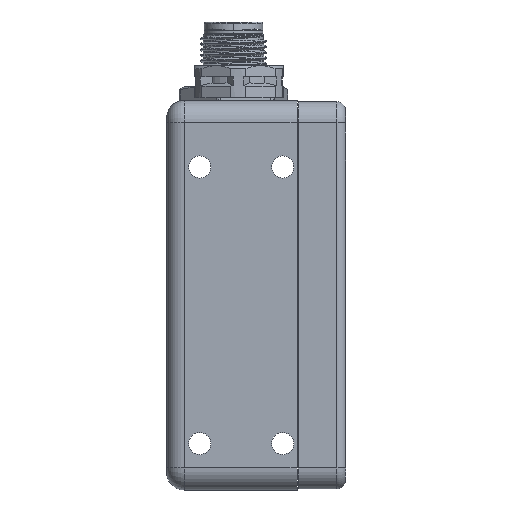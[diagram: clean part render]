
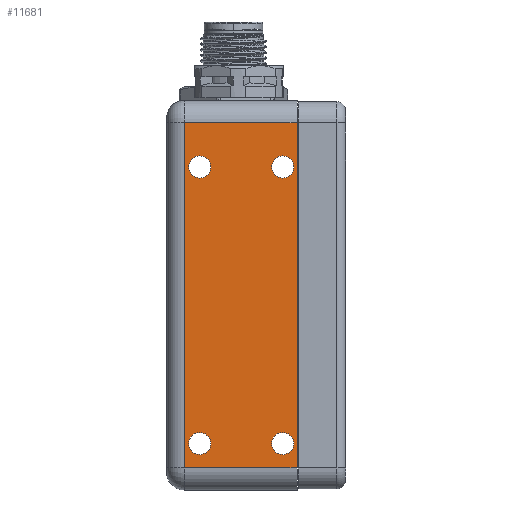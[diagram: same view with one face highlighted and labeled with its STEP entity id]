
A CAD part, left-side view. The second image highlights one B-rep face of the part: STEP entity #11681.
In plain terms, the highlighted planar face has unit normal (-1, 0, 0).
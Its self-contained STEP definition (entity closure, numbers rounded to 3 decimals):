
#32 = CARTESIAN_POINT ( 'NONE',  ( -30.7, -3.2, 49.2 ) ) ;
#437 = DIRECTION ( 'NONE',  ( 0., 0., -1. ) ) ;
#677 = LINE ( 'NONE', #21678, #25141 ) ;
#885 = CARTESIAN_POINT ( 'NONE',  ( -30.7, -24.6, 53.2 ) ) ;
#1650 = EDGE_LOOP ( 'NONE', ( #6574, #29042 ) ) ;
#1833 = EDGE_CURVE ( 'NONE', #6186, #6024, #19806, .T. ) ;
#2211 = DIRECTION ( 'NONE',  ( 0., 0., -1. ) ) ;
#2451 = CARTESIAN_POINT ( 'NONE',  ( -30.7, -3.2, -13.2 ) ) ;
#2530 = VECTOR ( 'NONE', #15025, 1000. ) ;
#3167 = CARTESIAN_POINT ( 'NONE',  ( -30.7, -6., -8.8 ) ) ;
#3254 = DIRECTION ( 'NONE',  ( 0., 0., -1. ) ) ;
#3278 = DIRECTION ( 'NONE',  ( 0., 0., 1. ) ) ;
#3495 = CIRCLE ( 'NONE', #4365, 2. ) ;
#3715 = ORIENTED_EDGE ( 'NONE', *, *, #7617, .F. ) ;
#4365 = AXIS2_PLACEMENT_3D ( 'NONE', #30602, #16379, #2211 ) ;
#4875 = FACE_BOUND ( 'NONE', #26565, .T. ) ;
#5547 = DIRECTION ( 'NONE',  ( 0., 0., -1. ) ) ;
#5775 = VERTEX_POINT ( 'NONE', #22151 ) ;
#6024 = VERTEX_POINT ( 'NONE', #13736 ) ;
#6186 = VERTEX_POINT ( 'NONE', #7329 ) ;
#6574 = ORIENTED_EDGE ( 'NONE', *, *, #14207, .F. ) ;
#6894 = CIRCLE ( 'NONE', #11933, 2. ) ;
#7183 = VERTEX_POINT ( 'NONE', #22879 ) ;
#7329 = CARTESIAN_POINT ( 'NONE',  ( -30.7, -21., -10.8 ) ) ;
#7516 = DIRECTION ( 'NONE',  ( 0., 0., -1. ) ) ;
#7617 = EDGE_CURVE ( 'NONE', #9325, #14501, #6894, .T. ) ;
#7840 = FACE_BOUND ( 'NONE', #25838, .T. ) ;
#7970 = EDGE_CURVE ( 'NONE', #7183, #5775, #23924, .T. ) ;
#8753 = CARTESIAN_POINT ( 'NONE',  ( -30.7, -21., 41.2 ) ) ;
#8922 = CIRCLE ( 'NONE', #29948, 2. ) ;
#9117 = CIRCLE ( 'NONE', #17523, 2. ) ;
#9132 = CARTESIAN_POINT ( 'NONE',  ( -30.7, -23.6, -13.2 ) ) ;
#9325 = VERTEX_POINT ( 'NONE', #11655 ) ;
#9400 = VERTEX_POINT ( 'NONE', #2451 ) ;
#9563 = LINE ( 'NONE', #22069, #2530 ) ;
#9709 = AXIS2_PLACEMENT_3D ( 'NONE', #25809, #11633, #28213 ) ;
#10959 = CARTESIAN_POINT ( 'NONE',  ( -30.7, -6., 41.2 ) ) ;
#11140 = DIRECTION ( 'NONE',  ( 0., 0., -1. ) ) ;
#11510 = DIRECTION ( 'NONE',  ( -1., 0., 0. ) ) ;
#11633 = DIRECTION ( 'NONE',  ( -1., 0., 0. ) ) ;
#11655 = CARTESIAN_POINT ( 'NONE',  ( -30.7, -6., -6.8 ) ) ;
#11681 = ADVANCED_FACE ( 'NONE', ( #7840, #4875, #11895, #17453, #29333 ), #22103, .F. ) ;
#11845 = EDGE_CURVE ( 'NONE', #6024, #6186, #12613, .T. ) ;
#11895 = FACE_BOUND ( 'NONE', #1650, .T. ) ;
#11933 = AXIS2_PLACEMENT_3D ( 'NONE', #3167, #19723, #5547 ) ;
#11997 = EDGE_CURVE ( 'NONE', #17245, #9400, #20764, .T. ) ;
#12040 = CARTESIAN_POINT ( 'NONE',  ( -30.7, -6., 41.2 ) ) ;
#12613 = CIRCLE ( 'NONE', #9709, 2. ) ;
#12952 = ORIENTED_EDGE ( 'NONE', *, *, #30594, .F. ) ;
#13102 = ORIENTED_EDGE ( 'NONE', *, *, #11997, .T. ) ;
#13313 = DIRECTION ( 'NONE',  ( 0., 0., -1. ) ) ;
#13476 = AXIS2_PLACEMENT_3D ( 'NONE', #885, #17439, #3278 ) ;
#13736 = CARTESIAN_POINT ( 'NONE',  ( -30.7, -21., -6.8 ) ) ;
#13925 = AXIS2_PLACEMENT_3D ( 'NONE', #12040, #28634, #14397 ) ;
#14207 = EDGE_CURVE ( 'NONE', #19663, #14209, #9117, .T. ) ;
#14209 = VERTEX_POINT ( 'NONE', #22937 ) ;
#14397 = DIRECTION ( 'NONE',  ( 0., 0., -1. ) ) ;
#14426 = VECTOR ( 'NONE', #3254, 1000. ) ;
#14501 = VERTEX_POINT ( 'NONE', #15203 ) ;
#14607 = DIRECTION ( 'NONE',  ( -1., 0., 0. ) ) ;
#15025 = DIRECTION ( 'NONE',  ( 0., 1., 0. ) ) ;
#15036 = CARTESIAN_POINT ( 'NONE',  ( -30.7, -3.2, 53.2 ) ) ;
#15073 = CARTESIAN_POINT ( 'NONE',  ( -30.7, -24.6, -13.2 ) ) ;
#15203 = CARTESIAN_POINT ( 'NONE',  ( -30.7, -6., -10.8 ) ) ;
#16379 = DIRECTION ( 'NONE',  ( -1., 0., 0. ) ) ;
#16713 = AXIS2_PLACEMENT_3D ( 'NONE', #28833, #14607, #437 ) ;
#17245 = VERTEX_POINT ( 'NONE', #32 ) ;
#17439 = DIRECTION ( 'NONE',  ( 1., 0., 0. ) ) ;
#17453 = FACE_BOUND ( 'NONE', #29916, .T. ) ;
#17459 = ORIENTED_EDGE ( 'NONE', *, *, #11845, .F. ) ;
#17461 = DIRECTION ( 'NONE',  ( 0., -1., 0. ) ) ;
#17523 = AXIS2_PLACEMENT_3D ( 'NONE', #8753, #25314, #11140 ) ;
#18049 = VECTOR ( 'NONE', #17461, 1000. ) ;
#18565 = ORIENTED_EDGE ( 'NONE', *, *, #30684, .T. ) ;
#18753 = ORIENTED_EDGE ( 'NONE', *, *, #24033, .T. ) ;
#19618 = EDGE_LOOP ( 'NONE', ( #12952, #18565, #13102, #18753 ) ) ;
#19663 = VERTEX_POINT ( 'NONE', #24270 ) ;
#19723 = DIRECTION ( 'NONE',  ( -1., 0., 0. ) ) ;
#19806 = CIRCLE ( 'NONE', #16713, 2. ) ;
#19894 = CIRCLE ( 'NONE', #24318, 2. ) ;
#20764 = LINE ( 'NONE', #15036, #14426 ) ;
#21678 = CARTESIAN_POINT ( 'NONE',  ( -30.7, -23.6, 49.2 ) ) ;
#22069 = CARTESIAN_POINT ( 'NONE',  ( -30.7, -24.6, 49.2 ) ) ;
#22103 = PLANE ( 'NONE',  #13476 ) ;
#22151 = CARTESIAN_POINT ( 'NONE',  ( -30.7, -6., 43.2 ) ) ;
#22312 = EDGE_CURVE ( 'NONE', #14209, #19663, #19894, .T. ) ;
#22879 = CARTESIAN_POINT ( 'NONE',  ( -30.7, -6., 39.2 ) ) ;
#22937 = CARTESIAN_POINT ( 'NONE',  ( -30.7, -21., 43.2 ) ) ;
#23374 = VERTEX_POINT ( 'NONE', #9132 ) ;
#23379 = EDGE_CURVE ( 'NONE', #14501, #9325, #3495, .T. ) ;
#23520 = VERTEX_POINT ( 'NONE', #27013 ) ;
#23924 = CIRCLE ( 'NONE', #13925, 2. ) ;
#24033 = EDGE_CURVE ( 'NONE', #9400, #23374, #24330, .T. ) ;
#24270 = CARTESIAN_POINT ( 'NONE',  ( -30.7, -21., 39.2 ) ) ;
#24318 = AXIS2_PLACEMENT_3D ( 'NONE', #25681, #11510, #28079 ) ;
#24330 = LINE ( 'NONE', #15073, #18049 ) ;
#24561 = ORIENTED_EDGE ( 'NONE', *, *, #26138, .F. ) ;
#25141 = VECTOR ( 'NONE', #7516, 1000. ) ;
#25314 = DIRECTION ( 'NONE',  ( -1., 0., 0. ) ) ;
#25681 = CARTESIAN_POINT ( 'NONE',  ( -30.7, -21., 41.2 ) ) ;
#25809 = CARTESIAN_POINT ( 'NONE',  ( -30.7, -21., -8.8 ) ) ;
#25838 = EDGE_LOOP ( 'NONE', ( #28774, #3715 ) ) ;
#26138 = EDGE_CURVE ( 'NONE', #5775, #7183, #8922, .T. ) ;
#26565 = EDGE_LOOP ( 'NONE', ( #28639, #17459 ) ) ;
#27013 = CARTESIAN_POINT ( 'NONE',  ( -30.7, -23.6, 49.2 ) ) ;
#27505 = DIRECTION ( 'NONE',  ( -1., 0., 0. ) ) ;
#28079 = DIRECTION ( 'NONE',  ( 0., 0., -1. ) ) ;
#28213 = DIRECTION ( 'NONE',  ( 0., 0., -1. ) ) ;
#28634 = DIRECTION ( 'NONE',  ( -1., 0., 0. ) ) ;
#28639 = ORIENTED_EDGE ( 'NONE', *, *, #1833, .F. ) ;
#28774 = ORIENTED_EDGE ( 'NONE', *, *, #23379, .F. ) ;
#28833 = CARTESIAN_POINT ( 'NONE',  ( -30.7, -21., -8.8 ) ) ;
#29042 = ORIENTED_EDGE ( 'NONE', *, *, #22312, .F. ) ;
#29333 = FACE_OUTER_BOUND ( 'NONE', #19618, .T. ) ;
#29516 = ORIENTED_EDGE ( 'NONE', *, *, #7970, .F. ) ;
#29916 = EDGE_LOOP ( 'NONE', ( #29516, #24561 ) ) ;
#29948 = AXIS2_PLACEMENT_3D ( 'NONE', #10959, #27505, #13313 ) ;
#30594 = EDGE_CURVE ( 'NONE', #23520, #23374, #677, .T. ) ;
#30602 = CARTESIAN_POINT ( 'NONE',  ( -30.7, -6., -8.8 ) ) ;
#30684 = EDGE_CURVE ( 'NONE', #23520, #17245, #9563, .T. ) ;
